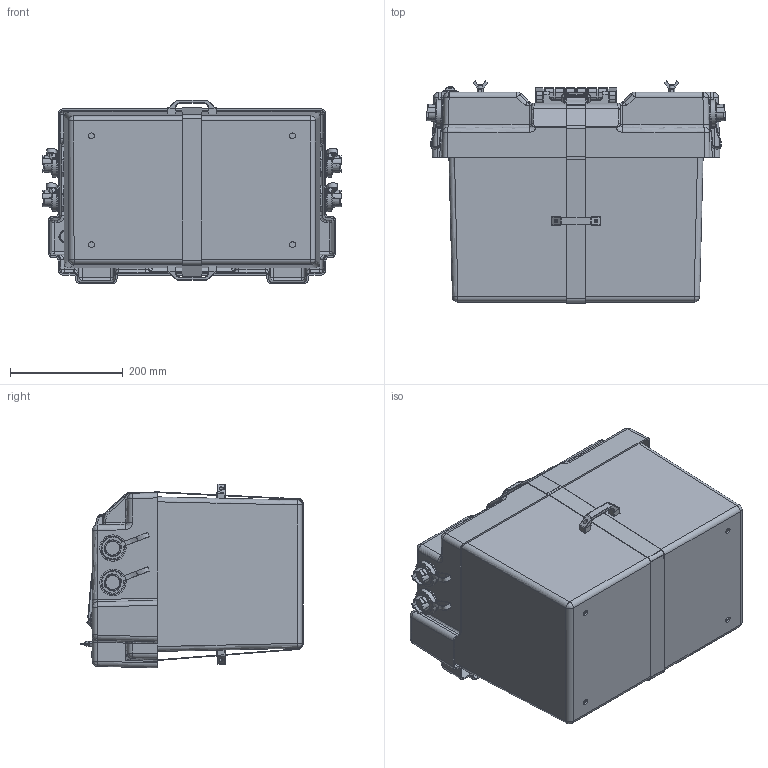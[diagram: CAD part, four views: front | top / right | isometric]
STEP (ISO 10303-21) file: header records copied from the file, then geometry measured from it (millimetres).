
FILE_DESCRIPTION(('FreeCAD Model'),'2;1');
FILE_NAME('Open CASCADE Shape Model','2025-05-03T20:27:16',('FreeCAD'),( 'FreeCAD'),'Open CASCADE STEP processor 7.6','FreeCAD','Unknown');
FILE_SCHEMA(('AUTOMOTIVE_DESIGN { 1 0 10303 214 1 1 1 1 }'));
Products named in the file (1): Open CASCADE STEP translator 7.6 1
Bounding box: 528.88 x 393.44 x 325.86 mm (x, y, z)
Volume: 3211456.9 mm3; surface area: 1947356.6 mm2
Topology: 54 solids, 54 shells, 6949 faces, 18477 edges, 11533 vertices
Faces by surface type: bspline 6949
Entity records: 242341 total; most frequent: CARTESIAN_POINT 137529, ORIENTED_EDGE 36774, EDGE_CURVE 18387, B_SPLINE_CURVE_WITH_KNOTS 12832, VERTEX_POINT 11533, FACE_BOUND 7304, EDGE_LOOP 7304, ADVANCED_FACE 6949
